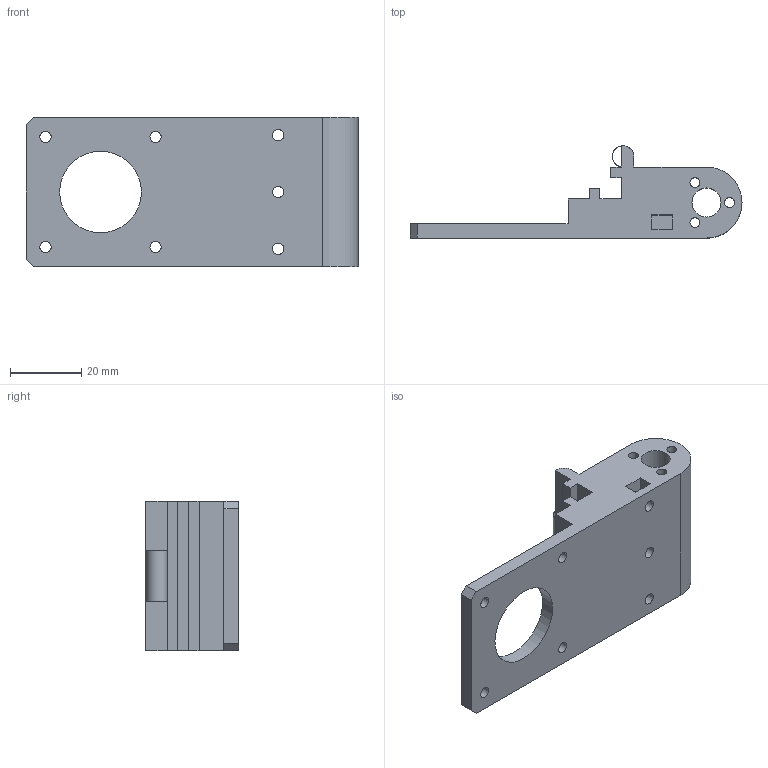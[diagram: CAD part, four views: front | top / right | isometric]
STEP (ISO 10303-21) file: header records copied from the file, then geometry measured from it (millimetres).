
FILE_DESCRIPTION(('FreeCAD Model'),'2;1');
FILE_NAME('Open CASCADE Shape Model','2021-12-30T21:47:23',('Author'),( ''),'Open CASCADE STEP processor 7.5','FreeCAD','Unknown');
FILE_SCHEMA(('AUTOMOTIVE_DESIGN { 1 0 10303 214 1 1 1 1 }'));
Length unit declared in the file: millimetre
Products named in the file (1): Fusion194
Bounding box: 93.5 x 26 x 42 mm (x, y, z)
Volume: 34087.7 mm3; surface area: 15596.5 mm2
Topology: 1 solids, 1 shells, 60 faces, 163 edges, 108 vertices
Faces by surface type: plane 40, cylinder 18, cone 2
Full cylindrical faces by diameter (mm): 2.8 x3, 3.2 x9, 6.2 x2, 8.2 x1, 23 x1
Entity records: 4154 total; most frequent: CARTESIAN_POINT 778, DIRECTION 633, LINE 407, VECTOR 407, ORIENTED_EDGE 326, PCURVE 326, DEFINITIONAL_REPRESENTATION 326, EDGE_CURVE 163
